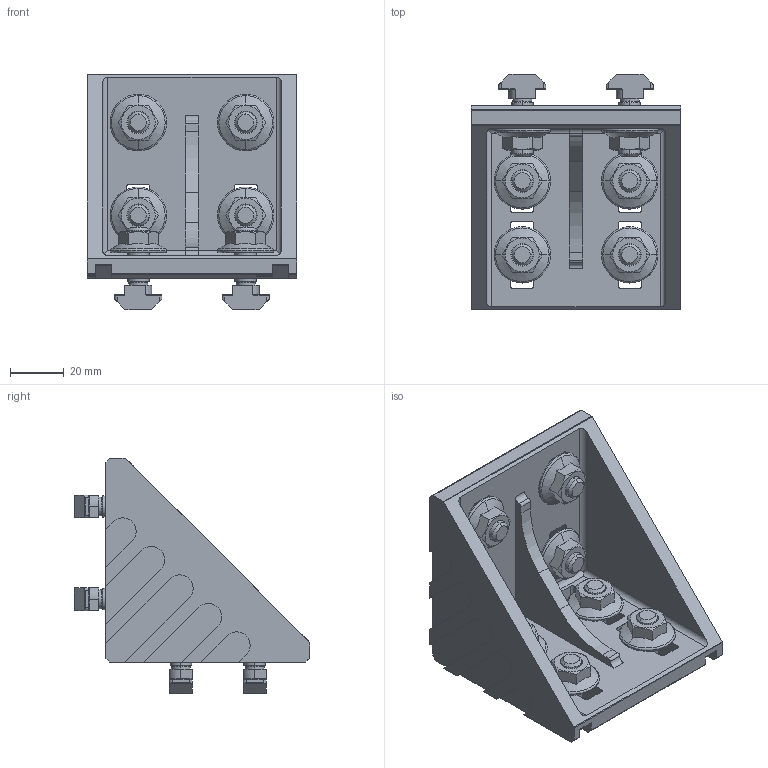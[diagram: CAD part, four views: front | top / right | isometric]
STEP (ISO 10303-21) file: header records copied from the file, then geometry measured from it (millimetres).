
FILE_DESCRIPTION (( 'STEP AP203' ), '1' );
FILE_NAME ('3_842_530_360_Bosch.step', '2024-06-04T12:56:06', ( '' ), ( '' ), 'SwSTEP 2.0', 'SolidWorks 2014', '' );
FILE_SCHEMA (( 'CONFIG_CONTROL_DESIGN' ));
Length unit declared in the file: millimetre
Products named in the file (6): 3_29; 1_33; 4_29; 3_842_530_360_Bosch; 2_33; 5_27
Assembly tree (5 placements, depth 2):
  3_842_530_360_Bosch
    1_33
    2_33
    3_29
    4_29
    5_27
Bounding box: 78 x 87.7 x 87.7 mm (x, y, z)
Volume: 120033.1 mm3; surface area: 56205.8 mm2
Topology: 5 solids, 5 shells, 1574 faces, 4417 edges, 2894 vertices
Faces by surface type: plane 1111, cylinder 335, cone 96, bspline 32
Entity records: 52215 total; most frequent: CARTESIAN_POINT 12363, ORIENTED_EDGE 8834, DIRECTION 7509, EDGE_CURVE 4417, LINE 2965, VECTOR 2965, VERTEX_POINT 2894, AXIS2_PLACEMENT_3D 2272
